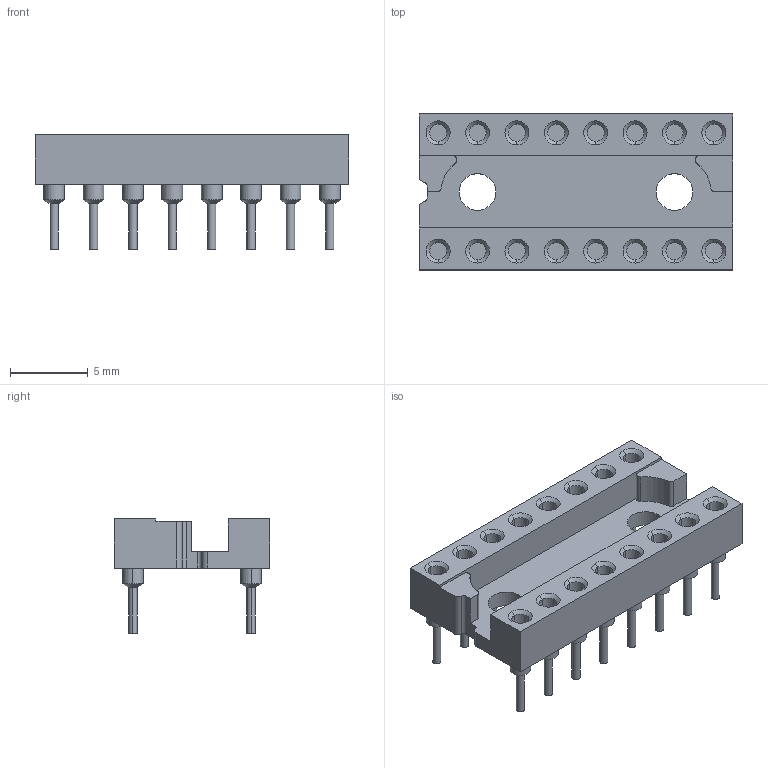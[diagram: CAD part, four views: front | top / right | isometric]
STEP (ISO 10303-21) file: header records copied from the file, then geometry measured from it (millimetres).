
FILE_DESCRIPTION(('STEP AP242'),'1');
FILE_NAME('2-1571550-4.stp','2023-10-12T20:21:51',('TraceParts'),('TraceParts S.A.'),'Spatial InterOp 3D',' ',' ');
FILE_SCHEMA(('AP242_MANAGED_MODEL_BASED_3D_ENGINEERING_MIM_LF {1 0 10303 442 1 1 4}'));
Length unit declared in the file: millimetre
Products named in the file (1): 2-1571550-4
Bounding box: 20.22 x 10.06 x 7.37 mm (x, y, z)
Volume: 472.2 mm3; surface area: 877 mm2
Topology: 1 solids, 1 shells, 224 faces, 474 edges, 284 vertices
Faces by surface type: cylinder 112, cone 64, plane 48
Entity records: 6029 total; most frequent: DIRECTION 1180, CARTESIAN_POINT 983, ORIENTED_EDGE 948, AXIS2_PLACEMENT_3D 481, EDGE_CURVE 474, VERTEX_POINT 284, EDGE_LOOP 260, CIRCLE 256
